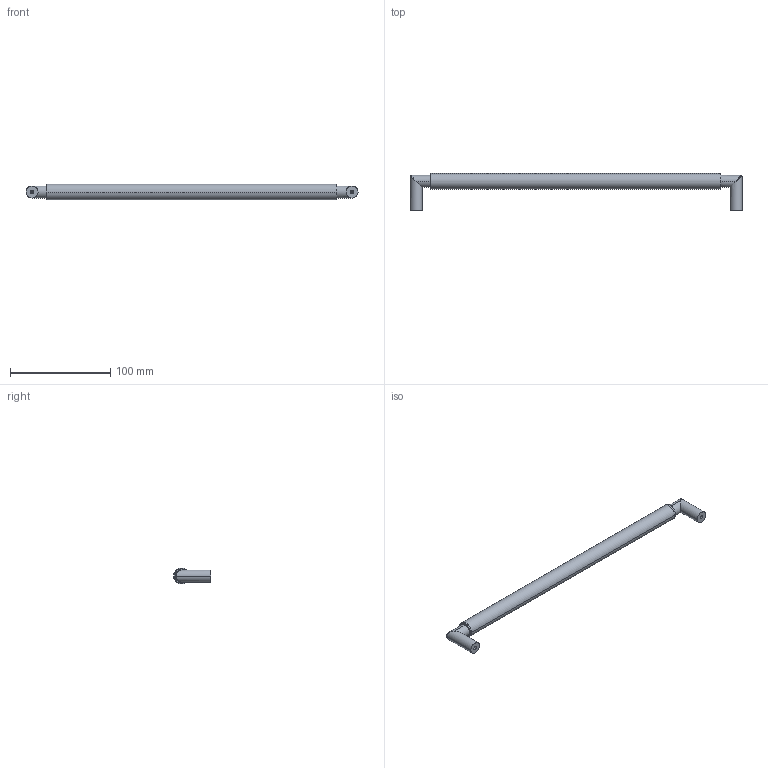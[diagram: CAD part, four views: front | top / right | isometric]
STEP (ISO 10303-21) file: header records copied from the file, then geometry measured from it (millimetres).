
FILE_DESCRIPTION(('Creo Elements/Direct Modeling STEP Export'),'2;1');
FILE_NAME('2161-332.stp','2021-05-27T 9:24:10',(''),(''),'Creo Elements/Direct Modeling STEP processor for AP214 (Solid Model)','Creo Elements/Direct Modeling 20.0 12-Nov-2016 (C) Parametric Technology GmbH','');
FILE_SCHEMA(('AUTOMOTIVE_DESIGN { 1 0 10303 214 1 1 1 1 }'));
Length unit declared in the file: millimetre
Products named in the file (1): Rohr
Bounding box: 332 x 37 x 15.8 mm (x, y, z)
Volume: 66596.1 mm3; surface area: 18604 mm2
Topology: 1 solids, 1 shells, 42 faces, 94 edges, 56 vertices
Faces by surface type: cylinder 26, plane 10, cone 4, bspline 2
Entity records: 2390 total; most frequent: CARTESIAN_POINT 1519, ORIENTED_EDGE 172, DIRECTION 160, EDGE_CURVE 86, AXIS2_PLACEMENT_3D 65, VERTEX_POINT 56, EDGE_LOOP 52, FACE_OUTER_BOUND 42
